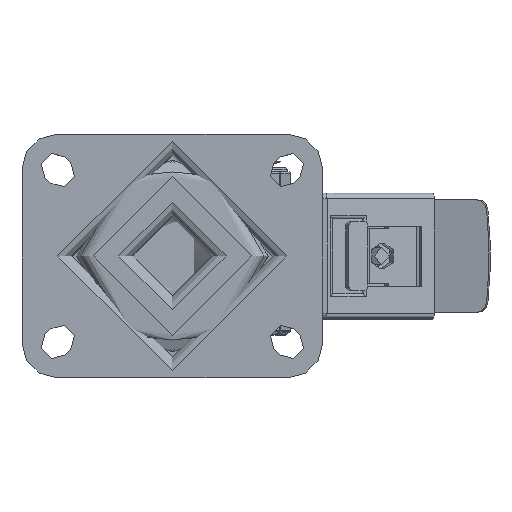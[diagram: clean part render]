
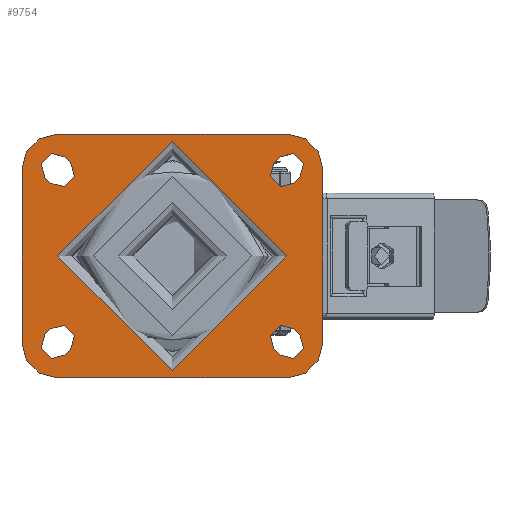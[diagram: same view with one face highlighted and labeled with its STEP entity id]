
A CAD part, top view. The second image highlights one B-rep face of the part: STEP entity #9754.
In plain terms, the highlighted planar face has unit normal (0, 0, 1).
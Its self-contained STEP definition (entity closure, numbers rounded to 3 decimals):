
#539=FACE_BOUND('',#3420,.T.);
#540=FACE_BOUND('',#3421,.T.);
#541=FACE_BOUND('',#3422,.T.);
#542=FACE_BOUND('',#3423,.T.);
#543=FACE_BOUND('',#3424,.T.);
#602=PLANE('',#10596);
#984=LINE('',#14741,#1854);
#985=LINE('',#14742,#1855);
#986=LINE('',#14743,#1856);
#987=LINE('',#14744,#1857);
#988=LINE('',#14745,#1858);
#989=LINE('',#14746,#1859);
#990=LINE('',#14747,#1860);
#991=LINE('',#14748,#1861);
#992=LINE('',#14749,#1862);
#993=LINE('',#14750,#1863);
#994=LINE('',#14751,#1864);
#995=LINE('',#14752,#1865);
#1854=VECTOR('',#11813,1000.);
#1855=VECTOR('',#11814,1000.);
#1856=VECTOR('',#11815,1000.);
#1857=VECTOR('',#11816,1000.);
#1858=VECTOR('',#11817,1000.);
#1859=VECTOR('',#11818,1000.);
#1860=VECTOR('',#11819,1000.);
#1861=VECTOR('',#11820,1000.);
#1862=VECTOR('',#11821,1000.);
#1863=VECTOR('',#11822,1000.);
#1864=VECTOR('',#11823,1000.);
#1865=VECTOR('',#11824,1000.);
#2849=FACE_OUTER_BOUND('',#3419,.T.);
#3419=EDGE_LOOP('',(#6994,#6995,#6996,#6997,#6998,#6999,#7000,#7001));
#3420=EDGE_LOOP('',(#7002,#7003,#7004,#7005));
#3421=EDGE_LOOP('',(#7006,#7007,#7008,#7009));
#3422=EDGE_LOOP('',(#7010,#7011,#7012,#7013));
#3423=EDGE_LOOP('',(#7014,#7015,#7016,#7017));
#3424=EDGE_LOOP('',(#7018));
#4032=CIRCLE('',#10479,5.125);
#4033=CIRCLE('',#10481,5.125);
#4036=CIRCLE('',#10485,5.125);
#4037=CIRCLE('',#10487,5.125);
#4039=CIRCLE('',#10490,5.125);
#4042=CIRCLE('',#10494,5.125);
#4043=CIRCLE('',#10496,5.125);
#4046=CIRCLE('',#10500,5.125);
#4047=CIRCLE('',#10502,12.);
#4049=CIRCLE('',#10505,12.);
#4051=CIRCLE('',#10508,12.);
#4053=CIRCLE('',#10511,12.);
#4124=CIRCLE('',#10593,40.);
#4411=VERTEX_POINT('',#14386);
#4412=VERTEX_POINT('',#14388);
#4413=VERTEX_POINT('',#14392);
#4414=VERTEX_POINT('',#14393);
#4419=VERTEX_POINT('',#14404);
#4420=VERTEX_POINT('',#14406);
#4421=VERTEX_POINT('',#14410);
#4422=VERTEX_POINT('',#14411);
#4425=VERTEX_POINT('',#14419);
#4426=VERTEX_POINT('',#14420);
#4431=VERTEX_POINT('',#14431);
#4432=VERTEX_POINT('',#14433);
#4433=VERTEX_POINT('',#14437);
#4434=VERTEX_POINT('',#14438);
#4439=VERTEX_POINT('',#14449);
#4440=VERTEX_POINT('',#14451);
#4441=VERTEX_POINT('',#14455);
#4442=VERTEX_POINT('',#14456);
#4445=VERTEX_POINT('',#14464);
#4446=VERTEX_POINT('',#14465);
#4449=VERTEX_POINT('',#14473);
#4450=VERTEX_POINT('',#14474);
#4453=VERTEX_POINT('',#14482);
#4454=VERTEX_POINT('',#14483);
#4569=VERTEX_POINT('',#14735);
#5348=EDGE_CURVE('',#4412,#4411,#4032,.T.);
#5350=EDGE_CURVE('',#4413,#4414,#4033,.T.);
#5356=EDGE_CURVE('',#4420,#4419,#4036,.T.);
#5358=EDGE_CURVE('',#4421,#4422,#4037,.T.);
#5362=EDGE_CURVE('',#4425,#4426,#4039,.T.);
#5368=EDGE_CURVE('',#4432,#4431,#4042,.T.);
#5370=EDGE_CURVE('',#4433,#4434,#4043,.T.);
#5376=EDGE_CURVE('',#4440,#4439,#4046,.T.);
#5378=EDGE_CURVE('',#4441,#4442,#4047,.T.);
#5382=EDGE_CURVE('',#4445,#4446,#4049,.T.);
#5386=EDGE_CURVE('',#4449,#4450,#4051,.T.);
#5390=EDGE_CURVE('',#4453,#4454,#4053,.T.);
#5516=EDGE_CURVE('',#4569,#4569,#4124,.T.);
#5519=EDGE_CURVE('',#4450,#4453,#984,.T.);
#5520=EDGE_CURVE('',#4446,#4449,#985,.T.);
#5521=EDGE_CURVE('',#4442,#4445,#986,.T.);
#5522=EDGE_CURVE('',#4454,#4441,#987,.T.);
#5523=EDGE_CURVE('',#4411,#4413,#988,.T.);
#5524=EDGE_CURVE('',#4414,#4412,#989,.T.);
#5525=EDGE_CURVE('',#4419,#4421,#990,.T.);
#5526=EDGE_CURVE('',#4422,#4420,#991,.T.);
#5527=EDGE_CURVE('',#4426,#4432,#992,.T.);
#5528=EDGE_CURVE('',#4431,#4425,#993,.T.);
#5529=EDGE_CURVE('',#4434,#4440,#994,.T.);
#5530=EDGE_CURVE('',#4439,#4433,#995,.T.);
#6994=ORIENTED_EDGE('',*,*,#5390,.F.);
#6995=ORIENTED_EDGE('',*,*,#5519,.F.);
#6996=ORIENTED_EDGE('',*,*,#5386,.F.);
#6997=ORIENTED_EDGE('',*,*,#5520,.F.);
#6998=ORIENTED_EDGE('',*,*,#5382,.F.);
#6999=ORIENTED_EDGE('',*,*,#5521,.F.);
#7000=ORIENTED_EDGE('',*,*,#5378,.F.);
#7001=ORIENTED_EDGE('',*,*,#5522,.F.);
#7002=ORIENTED_EDGE('',*,*,#5523,.T.);
#7003=ORIENTED_EDGE('',*,*,#5350,.T.);
#7004=ORIENTED_EDGE('',*,*,#5524,.T.);
#7005=ORIENTED_EDGE('',*,*,#5348,.T.);
#7006=ORIENTED_EDGE('',*,*,#5525,.T.);
#7007=ORIENTED_EDGE('',*,*,#5358,.T.);
#7008=ORIENTED_EDGE('',*,*,#5526,.T.);
#7009=ORIENTED_EDGE('',*,*,#5356,.T.);
#7010=ORIENTED_EDGE('',*,*,#5527,.T.);
#7011=ORIENTED_EDGE('',*,*,#5368,.T.);
#7012=ORIENTED_EDGE('',*,*,#5528,.T.);
#7013=ORIENTED_EDGE('',*,*,#5362,.T.);
#7014=ORIENTED_EDGE('',*,*,#5529,.T.);
#7015=ORIENTED_EDGE('',*,*,#5376,.T.);
#7016=ORIENTED_EDGE('',*,*,#5530,.T.);
#7017=ORIENTED_EDGE('',*,*,#5370,.T.);
#7018=ORIENTED_EDGE('',*,*,#5516,.F.);
#9754=ADVANCED_FACE('',(#2849,#539,#540,#541,#542,#543),#602,.T.);
#10479=AXIS2_PLACEMENT_3D('',#14389,#11501,#11502);
#10481=AXIS2_PLACEMENT_3D('',#14394,#11506,#11507);
#10485=AXIS2_PLACEMENT_3D('',#14407,#11517,#11518);
#10487=AXIS2_PLACEMENT_3D('',#14412,#11522,#11523);
#10490=AXIS2_PLACEMENT_3D('',#14421,#11530,#11531);
#10494=AXIS2_PLACEMENT_3D('',#14434,#11541,#11542);
#10496=AXIS2_PLACEMENT_3D('',#14439,#11546,#11547);
#10500=AXIS2_PLACEMENT_3D('',#14452,#11557,#11558);
#10502=AXIS2_PLACEMENT_3D('',#14457,#11562,#11563);
#10505=AXIS2_PLACEMENT_3D('',#14466,#11570,#11571);
#10508=AXIS2_PLACEMENT_3D('',#14475,#11578,#11579);
#10511=AXIS2_PLACEMENT_3D('',#14484,#11586,#11587);
#10593=AXIS2_PLACEMENT_3D('',#14736,#11805,#11806);
#10596=AXIS2_PLACEMENT_3D('',#14740,#11811,#11812);
#11501=DIRECTION('center_axis',(0.,0.,-1.));
#11502=DIRECTION('ref_axis',(-1.,0.,0.));
#11506=DIRECTION('center_axis',(0.,0.,-1.));
#11507=DIRECTION('ref_axis',(-1.,0.,0.));
#11517=DIRECTION('center_axis',(0.,0.,-1.));
#11518=DIRECTION('ref_axis',(-1.,0.,0.));
#11522=DIRECTION('center_axis',(0.,0.,-1.));
#11523=DIRECTION('ref_axis',(-1.,0.,0.));
#11530=DIRECTION('center_axis',(0.,0.,-1.));
#11531=DIRECTION('ref_axis',(1.,0.,0.));
#11541=DIRECTION('center_axis',(0.,0.,-1.));
#11542=DIRECTION('ref_axis',(1.,0.,0.));
#11546=DIRECTION('center_axis',(0.,0.,-1.));
#11547=DIRECTION('ref_axis',(1.,0.,0.));
#11557=DIRECTION('center_axis',(0.,0.,-1.));
#11558=DIRECTION('ref_axis',(1.,0.,0.));
#11562=DIRECTION('center_axis',(0.,0.,-1.));
#11563=DIRECTION('ref_axis',(-0.707,0.707,0.));
#11570=DIRECTION('center_axis',(0.,0.,-1.));
#11571=DIRECTION('ref_axis',(0.707,0.707,0.));
#11578=DIRECTION('center_axis',(0.,0.,-1.));
#11579=DIRECTION('ref_axis',(0.707,-0.707,0.));
#11586=DIRECTION('center_axis',(0.,0.,-1.));
#11587=DIRECTION('ref_axis',(-0.707,-0.707,0.));
#11805=DIRECTION('center_axis',(0.,0.,1.));
#11806=DIRECTION('ref_axis',(1.,0.,0.));
#11811=DIRECTION('center_axis',(0.,0.,1.));
#11812=DIRECTION('ref_axis',(1.,0.,0.));
#11813=DIRECTION('',(-1.,0.,0.));
#11814=DIRECTION('',(0.,-1.,0.));
#11815=DIRECTION('',(1.,0.,0.));
#11816=DIRECTION('',(0.,1.,0.));
#11817=DIRECTION('',(-0.707,0.707,0.));
#11818=DIRECTION('',(0.707,-0.707,0.));
#11819=DIRECTION('',(-0.707,-0.707,0.));
#11820=DIRECTION('',(0.707,0.707,0.));
#11821=DIRECTION('',(-0.707,-0.707,0.));
#11822=DIRECTION('',(0.707,0.707,0.));
#11823=DIRECTION('',(-0.707,0.707,0.));
#11824=DIRECTION('',(0.707,-0.707,0.));
#14386=CARTESIAN_POINT('',(37.26,-34.508,0.));
#14388=CARTESIAN_POINT('',(44.508,-27.26,0.));
#14389=CARTESIAN_POINT('Origin',(40.884,-30.884,0.));
#14392=CARTESIAN_POINT('',(35.492,-32.74,0.));
#14393=CARTESIAN_POINT('',(42.74,-25.492,0.));
#14394=CARTESIAN_POINT('Origin',(39.116,-29.116,0.));
#14404=CARTESIAN_POINT('',(44.508,27.26,0.));
#14406=CARTESIAN_POINT('',(37.26,34.508,0.));
#14407=CARTESIAN_POINT('Origin',(40.884,30.884,0.));
#14410=CARTESIAN_POINT('',(42.74,25.492,0.));
#14411=CARTESIAN_POINT('',(35.492,32.74,0.));
#14412=CARTESIAN_POINT('Origin',(39.116,29.116,0.));
#14419=CARTESIAN_POINT('',(-42.74,-25.492,0.));
#14420=CARTESIAN_POINT('',(-35.492,-32.74,0.));
#14421=CARTESIAN_POINT('Origin',(-39.116,-29.116,0.));
#14431=CARTESIAN_POINT('',(-44.508,-27.26,0.));
#14433=CARTESIAN_POINT('',(-37.26,-34.508,0.));
#14434=CARTESIAN_POINT('Origin',(-40.884,-30.884,0.));
#14437=CARTESIAN_POINT('',(-35.492,32.74,0.));
#14438=CARTESIAN_POINT('',(-42.74,25.492,0.));
#14439=CARTESIAN_POINT('Origin',(-39.116,29.116,0.));
#14449=CARTESIAN_POINT('',(-37.26,34.508,0.));
#14451=CARTESIAN_POINT('',(-44.508,27.26,0.));
#14452=CARTESIAN_POINT('Origin',(-40.884,30.884,0.));
#14455=CARTESIAN_POINT('',(-52.5,30.5,0.));
#14456=CARTESIAN_POINT('',(-40.5,42.5,0.));
#14457=CARTESIAN_POINT('Origin',(-40.5,30.5,0.));
#14464=CARTESIAN_POINT('',(40.5,42.5,0.));
#14465=CARTESIAN_POINT('',(52.5,30.5,0.));
#14466=CARTESIAN_POINT('Origin',(40.5,30.5,0.));
#14473=CARTESIAN_POINT('',(52.5,-30.5,0.));
#14474=CARTESIAN_POINT('',(40.5,-42.5,0.));
#14475=CARTESIAN_POINT('Origin',(40.5,-30.5,0.));
#14482=CARTESIAN_POINT('',(-40.5,-42.5,0.));
#14483=CARTESIAN_POINT('',(-52.5,-30.5,0.));
#14484=CARTESIAN_POINT('Origin',(-40.5,-30.5,0.));
#14735=CARTESIAN_POINT('',(40.,0.,0.));
#14736=CARTESIAN_POINT('Origin',(0.,0.,0.));
#14740=CARTESIAN_POINT('Origin',(0.,0.,0.));
#14741=CARTESIAN_POINT('',(52.5,-42.5,0.));
#14742=CARTESIAN_POINT('',(52.5,42.5,0.));
#14743=CARTESIAN_POINT('',(-52.5,42.5,0.));
#14744=CARTESIAN_POINT('',(-52.5,-42.5,0.));
#14745=CARTESIAN_POINT('',(37.26,-34.508,0.));
#14746=CARTESIAN_POINT('',(44.508,-27.26,0.));
#14747=CARTESIAN_POINT('',(44.508,27.26,0.));
#14748=CARTESIAN_POINT('',(37.26,34.508,0.));
#14749=CARTESIAN_POINT('',(-37.26,-34.508,0.));
#14750=CARTESIAN_POINT('',(-44.508,-27.26,0.));
#14751=CARTESIAN_POINT('',(-44.508,27.26,0.));
#14752=CARTESIAN_POINT('',(-37.26,34.508,0.));
